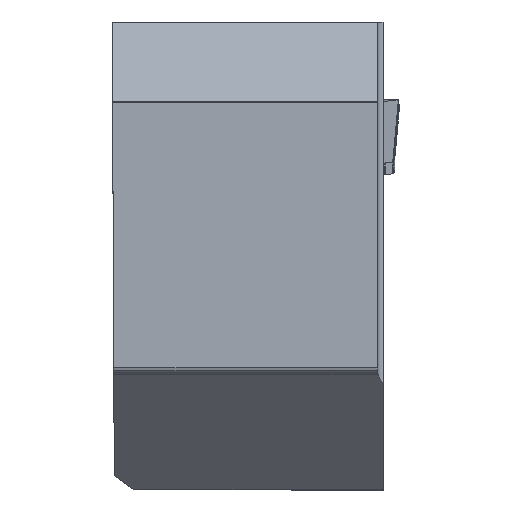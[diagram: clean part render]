
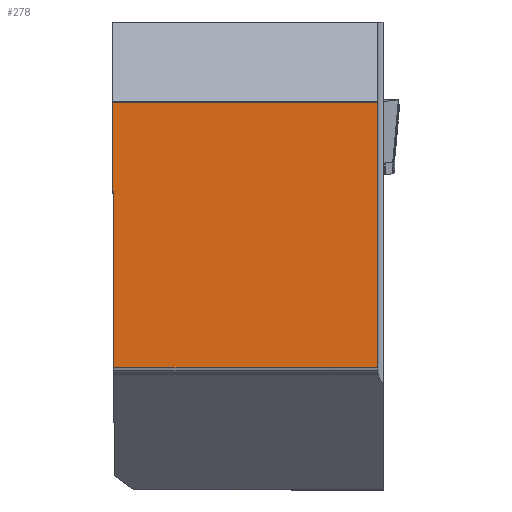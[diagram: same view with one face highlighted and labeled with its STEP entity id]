
A CAD part, top view. The second image highlights one B-rep face of the part: STEP entity #278.
In plain terms, the highlighted planar face has unit normal (0, 0, 1).
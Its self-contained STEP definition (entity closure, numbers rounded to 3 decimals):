
#278=ADVANCED_FACE('',(#403),#360,.T.);
#360=PLANE('',#1726);
#403=FACE_OUTER_BOUND('',#487,.T.);
#487=EDGE_LOOP('',(#645,#646,#647,#648));
#645=ORIENTED_EDGE('',*,*,#1257,.T.);
#646=ORIENTED_EDGE('',*,*,#1253,.T.);
#647=ORIENTED_EDGE('',*,*,#1258,.F.);
#648=ORIENTED_EDGE('',*,*,#1247,.F.);
#1082=VERTEX_POINT('',#2279);
#1083=VERTEX_POINT('',#2281);
#1087=VERTEX_POINT('',#2291);
#1088=VERTEX_POINT('',#2293);
#1247=EDGE_CURVE('',#1082,#1083,#1459,.T.);
#1253=EDGE_CURVE('',#1088,#1087,#1463,.T.);
#1257=EDGE_CURVE('',#1082,#1088,#1466,.T.);
#1258=EDGE_CURVE('',#1083,#1087,#1467,.T.);
#1459=LINE('',#2280,#1569);
#1463=LINE('',#2292,#1573);
#1466=LINE('',#2300,#1576);
#1467=LINE('',#2301,#1577);
#1569=VECTOR('',#1864,1.);
#1573=VECTOR('',#1874,1.);
#1576=VECTOR('',#1881,1.);
#1577=VECTOR('',#1882,1.);
#1726=AXIS2_PLACEMENT_3D('',#2302,#1883,#1884);
#1864=DIRECTION('',(0.,-1.,0.));
#1874=DIRECTION('',(0.004,-1.,0.));
#1881=DIRECTION('',(-1.,0.,0.));
#1882=DIRECTION('',(-1.,0.,0.));
#1883=DIRECTION('',(0.,0.,1.));
#1884=DIRECTION('',(-1.,0.,0.));
#2279=CARTESIAN_POINT('',(31.85,31.85,0.));
#2280=CARTESIAN_POINT('',(31.85,100.,0.));
#2281=CARTESIAN_POINT('',(31.85,0.,0.));
#2291=CARTESIAN_POINT('',(0.139,0.,0.));
#2292=CARTESIAN_POINT('',(-0.297,99.86,0.));
#2293=CARTESIAN_POINT('',(0.,31.85,0.));
#2300=CARTESIAN_POINT('',(131.85,31.85,0.));
#2301=CARTESIAN_POINT('',(131.85,0.,0.));
#2302=CARTESIAN_POINT('',(31.85,100.,0.));
